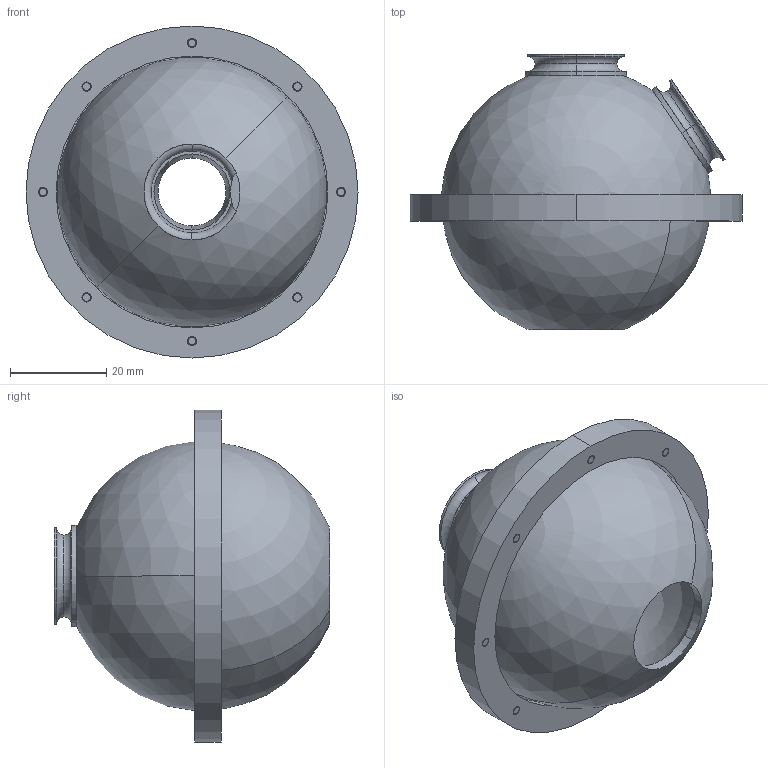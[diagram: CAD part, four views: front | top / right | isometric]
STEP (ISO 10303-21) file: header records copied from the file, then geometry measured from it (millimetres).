
FILE_DESCRIPTION (( 'STEP AP203' ), '1' );
FILE_NAME ('UIS-050-020-N-B.STEP', '2020-12-28T03:23:47', ( '' ), ( '' ), 'SwSTEP 2.0', 'SolidWorks 2020', '' );
FILE_SCHEMA (( 'CONFIG_CONTROL_DESIGN' ));
Length unit declared in the file: millimetre
Products named in the file (1): UIS-050-020-N-B
Bounding box: 69 x 57.21 x 69 mm (x, y, z)
Surface area: 28033.3 mm2 (no closed solid volume)
Topology: 0 solids, 23 shells, 72 faces, 350 edges, 300 vertices
Faces by surface type: plane 28, cylinder 24, sphere 8, torus 8, cone 4
Entity records: 3771 total; most frequent: CARTESIAN_POINT 711, DIRECTION 704, ORIENTED_EDGE 450, EDGE_CURVE 342, VERTEX_POINT 296, AXIS2_PLACEMENT_3D 289, CIRCLE 216, EDGE_LOOP 132
